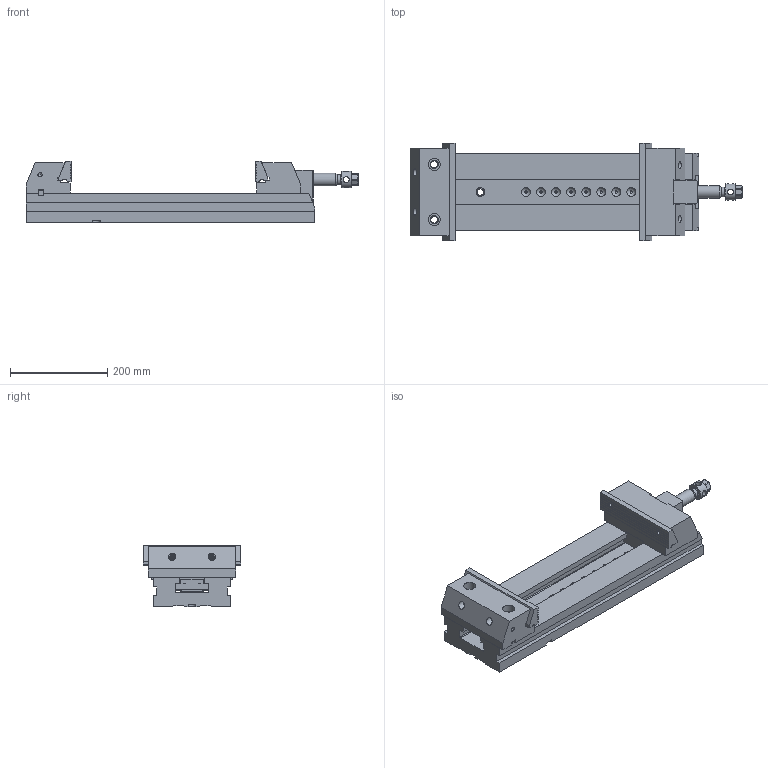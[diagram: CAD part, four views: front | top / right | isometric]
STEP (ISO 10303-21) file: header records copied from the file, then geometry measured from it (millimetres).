
FILE_DESCRIPTION(/* description */ (''),/* implementation_level */ '2;1');
FILE_NAME(/* name */ '30_200GX_Mordaza.stp',/* time_stamp */ '2013-11-14T10:59:19+01:00',/* author */ (''),/* organization */ (''),/* preprocessor_version */ 'ST-DEVELOPER v11',/* originating_system */ 'SIEMENS PLM Software NX 7.5',/* authorisation */ '');
FILE_SCHEMA (('CONFIG_CONTROL_DESIGN'));
Length unit declared in the file: millimetre
Products named in the file (2): 30150070 Montaje Taco Hus; 30_200GX_Mordaza
Assembly tree (1 placements, depth 2):
  30_200GX_Mordaza
    30150070 Montaje Taco Hus
Bounding box: 684 x 200 x 126.95 mm (x, y, z)
Volume: 6420784.1 mm3; surface area: 669010.1 mm2
Topology: 12 solids, 12 shells, 502 faces, 1401 edges, 933 vertices
Faces by surface type: plane 288, cylinder 147, cone 44, sphere 14, torus 9
Full cylindrical faces by diameter (mm): 4.351 x1, 5 x11, 5.188 x5, 6.985 x4, 8.5 x4, 8.782 x6, 10 x4, 10.579 x1, 12 x4, 12.376 x2, 13 x5, 14.376 x4, 15 x6, 16 x2, 16.5 x1, 17 x2, 18 x2, 19 x3, 20 x3, 21.25 x1, 23 x2, 25 x2, 26 x1, 30 x2, 33.8 x1, 34 x3
Entity records: 15461 total; most frequent: CARTESIAN_POINT 3299, DIRECTION 2416, ORIENTED_EDGE 2304, EDGE_CURVE 1152, VERTEX_POINT 849, AXIS2_PLACEMENT_3D 830, LINE 756, VECTOR 756
